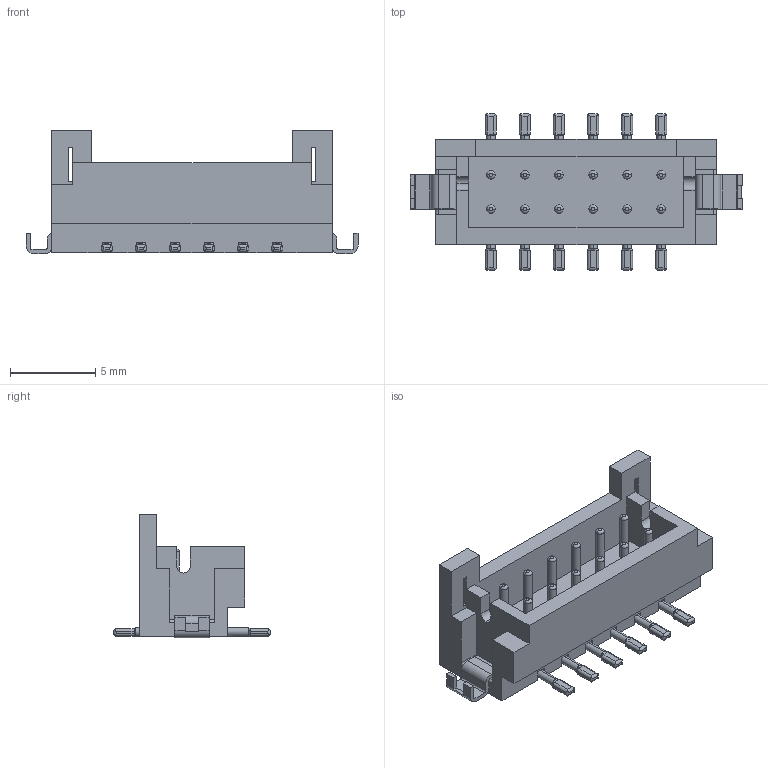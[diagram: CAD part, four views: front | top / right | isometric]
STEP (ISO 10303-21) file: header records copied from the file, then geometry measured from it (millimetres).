
FILE_DESCRIPTION (( 'STEP AP214' ), '1' );
FILE_NAME ('CONN-SMD_12P-P2.00_DF11CZ-12DP.STEP', '2024-01-23T14:58:46', ( '微软用户' ), ( '微软中国' ), 'SwSTEP 2.0', 'SolidWorks 2020', '' );
FILE_SCHEMA (( 'AUTOMOTIVE_DESIGN' ));
Length unit declared in the file: millimetre
Products named in the file (1): CONN-SMD_12P-P2.00_DF11CZ-12DP
Bounding box: 19.5 x 9.2 x 7.25 mm (x, y, z)
Surface area: 783.3 mm2 (no closed solid volume)
Topology: 0 solids, 20 shells, 768 faces, 2188 edges, 1432 vertices
Faces by surface type: plane 341, bspline 242, cylinder 161, torus 24
Entity records: 36009 total; most frequent: CARTESIAN_POINT 8935, ORIENTED_EDGE 4162, DIRECTION 3304, EDGE_CURVE 2188, VERTEX_POINT 1432, VECTOR 1342, LINE 1342, AXIS2_PLACEMENT_3D 981
